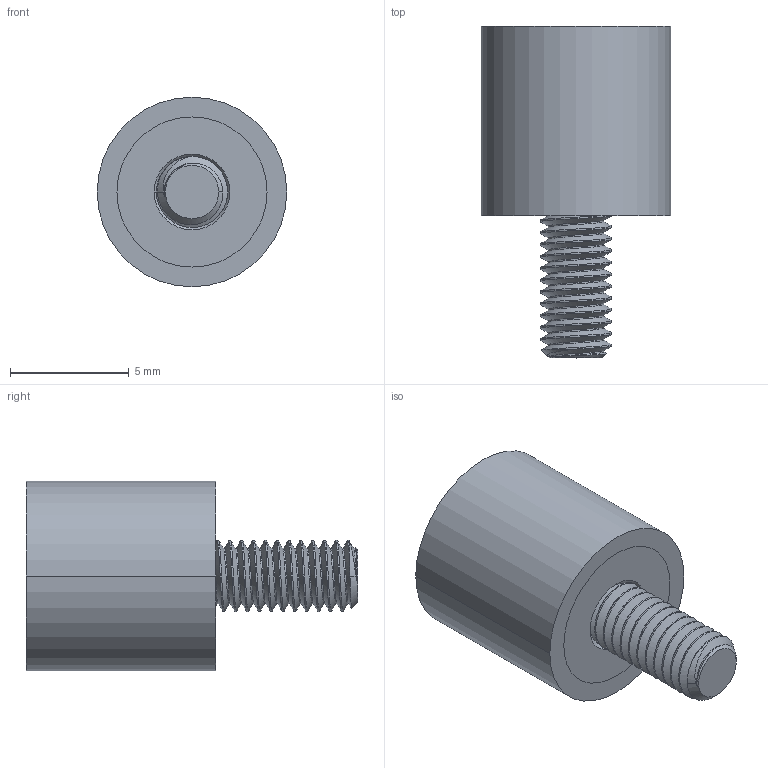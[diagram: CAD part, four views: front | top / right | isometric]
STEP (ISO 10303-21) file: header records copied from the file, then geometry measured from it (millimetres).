
FILE_DESCRIPTION (( 'STEP AP203' ), '1' );
FILE_NAME ('93115K871.step', '2013-12-10T21:30:01', ( 'Admin' ), ( 'Microsoft' ), 'SwSTEP 2.0', 'SolidWorks 2012', '' );
FILE_SCHEMA (( 'CONFIG_CONTROL_DESIGN' ));
Length unit declared in the file: millimetre
Products named in the file (1): 93115K871
Bounding box: 8 x 14 x 8 mm (x, y, z)
Volume: 435.5 mm3; surface area: 488.2 mm2
Topology: 2 solids, 2 shells, 44 faces, 114 edges, 76 vertices
Faces by surface type: cylinder 30, plane 6, cone 5, bspline 3
Entity records: 4044 total; most frequent: CARTESIAN_POINT 3051, ORIENTED_EDGE 228, DIRECTION 156, EDGE_CURVE 114, VERTEX_POINT 76, AXIS2_PLACEMENT_3D 61, EDGE_LOOP 46, ADVANCED_FACE 44
